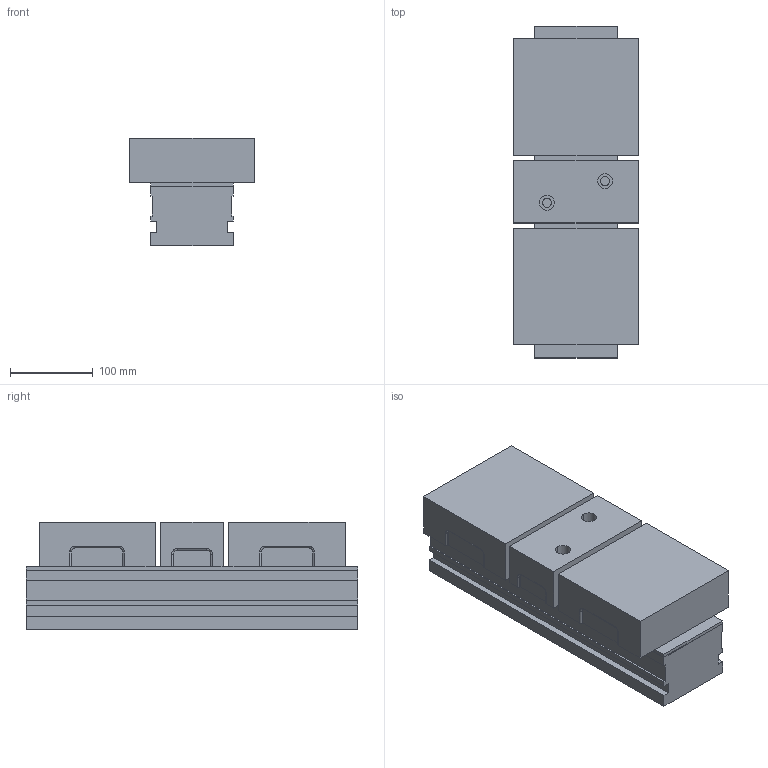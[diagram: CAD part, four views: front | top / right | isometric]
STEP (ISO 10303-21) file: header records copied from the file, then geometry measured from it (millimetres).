
FILE_DESCRIPTION (( 'STEP AP203' ), '1' );
FILE_NAME ('10401.STEP', '2025-03-15T09:51:23', ( '微软用户' ), ( '微软中国' ), 'SwSTEP 2.0', 'SolidWorks 2016', '' );
FILE_SCHEMA (( 'CONFIG_CONTROL_DESIGN' ));
Length unit declared in the file: millimetre
Products named in the file (8): 7_6; 10401; 4_6; Assem4_5; 6_6; Assem1_5; 2_6; Assem2_5
Assembly tree (8 placements, depth 3):
  10401
    7_6
    Assem2_5
      2_6
    Assem1_5  x2
      4_6
    Assem4_5
      6_6
Bounding box: 150 x 400 x 130 mm (x, y, z)
Volume: 5725803.6 mm3; surface area: 441342.4 mm2
Topology: 5 solids, 5 shells, 130 faces, 330 edges, 212 vertices
Faces by surface type: plane 80, cylinder 38, bspline 12
Entity records: 4050 total; most frequent: CARTESIAN_POINT 688, DIRECTION 524, ORIENTED_EDGE 520, EDGE_CURVE 260, VECTOR 196, LINE 196, VERTEX_POINT 168, AXIS2_PLACEMENT_3D 164
